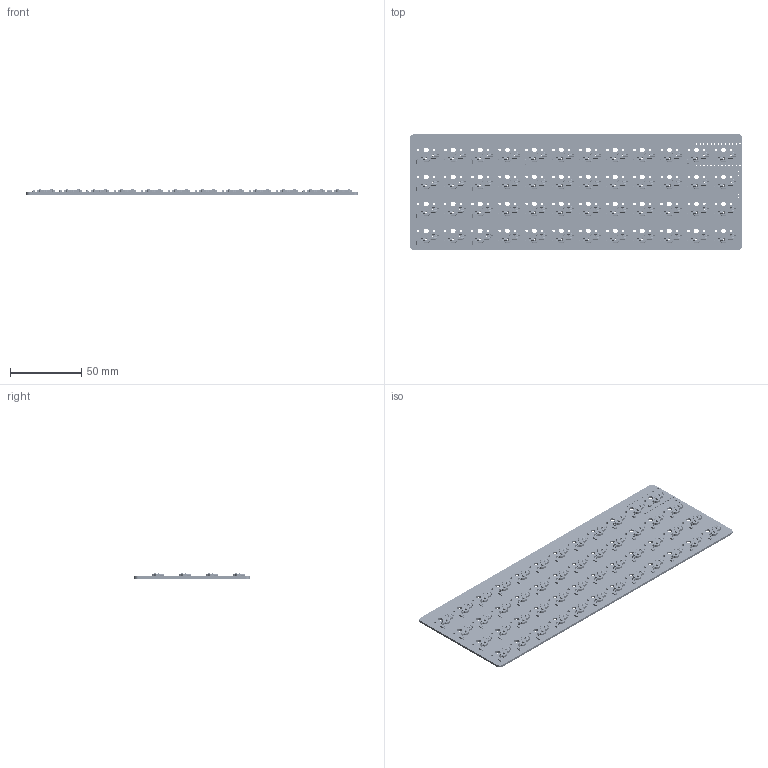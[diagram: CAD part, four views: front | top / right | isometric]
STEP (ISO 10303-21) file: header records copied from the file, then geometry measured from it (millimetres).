
FILE_DESCRIPTION(('KiCad electronic assembly'),'2;1');
FILE_NAME('60_percent_keyboard.step','2025-07-10T13:09:04',('Pcbnew'),( 'Kicad'),'Open CASCADE STEP processor 7.6','KiCad to STEP converter' ,'Unknown');
FILE_SCHEMA(('AUTOMOTIVE_DESIGN { 1 0 10303 214 1 1 1 1 }'));
Length unit declared in the file: millimetre
Products named in the file (6): 60_percent_keyboard 1; D_SOD-123; SOLID; HS_Kailh_Choc; COMPOUND; PCB
Assembly tree (99 placements, depth 3):
  60_percent_keyboard 1
    D_SOD-123  x48
      SOLID
    HS_Kailh_Choc  x48
      COMPOUND
    PCB
Bounding box: 233.78 x 81.77 x 3.59 mm (x, y, z)
Volume: 31896.9 mm3; surface area: 53737.6 mm2
Topology: 193 solids, 193 shells, 18236 faces, 45054 edges, 27492 vertices
Faces by surface type: plane 10238, cylinder 4158, bspline 2880, torus 480, cone 480
Full cylindrical faces by diameter (mm): 0.762 x2, 0.9 x2, 1 x26, 1.7 x96, 2.9 x96, 3 x96, 3.4 x48
Entity records: 53075 total; most frequent: CARTESIAN_POINT 14130, DIRECTION 6971, LINE 3973, VECTOR 3973, ORIENTED_EDGE 3816, PCURVE 3816, DEFINITIONAL_REPRESENTATION 3816, EDGE_CURVE 1908
